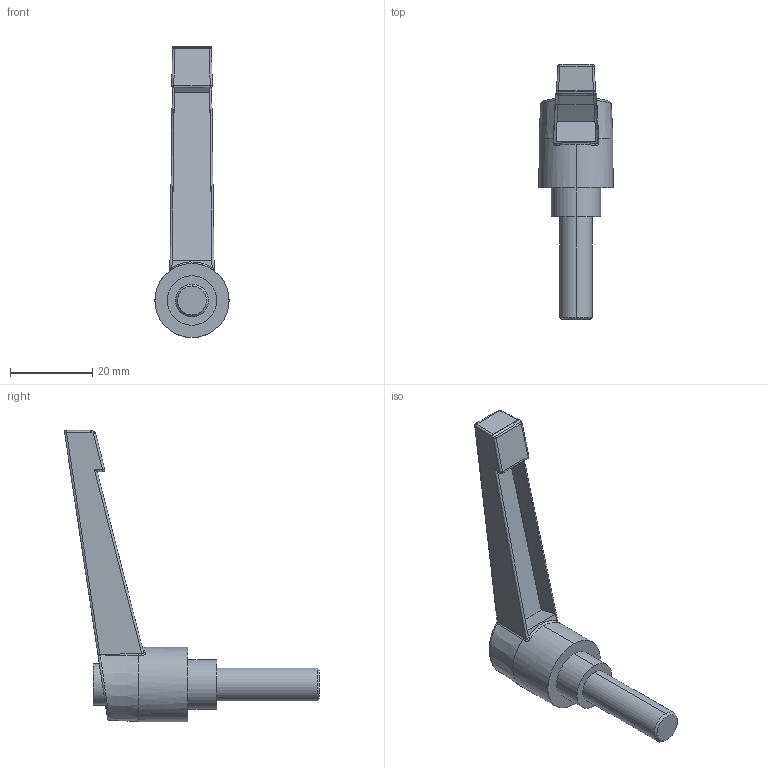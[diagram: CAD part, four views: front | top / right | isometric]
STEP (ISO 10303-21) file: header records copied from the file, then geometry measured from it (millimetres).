
FILE_DESCRIPTION (( 'STEP AP214' ), '1' );
FILE_NAME ('A400 Âèíò ñ ðóêîÿòêîé Ì8õ25.STEP', '2020-08-07T11:32:31', ( 'Windows User' ), ( '' ), 'SwSTEP 2.0', 'SolidWorks 2020', '' );
FILE_SCHEMA (( 'AUTOMOTIVE_DESIGN' ));
Length unit declared in the file: millimetre
Products named in the file (1): A400 Âèíò ñ ðóêîÿòêîé Ì8õ25
Bounding box: 18 x 61.93 x 70.71 mm (x, y, z)
Volume: 9806.9 mm3; surface area: 5097.5 mm2
Topology: 1 solids, 1 shells, 85 faces, 188 edges, 108 vertices
Faces by surface type: bspline 38, plane 29, cylinder 12, cone 4, torus 2
Entity records: 5117 total; most frequent: CARTESIAN_POINT 3532, ORIENTED_EDGE 372, DIRECTION 213, EDGE_CURVE 186, VERTEX_POINT 108, EDGE_LOOP 90, B_SPLINE_CURVE_WITH_KNOTS 89, FACE_OUTER_BOUND 85
